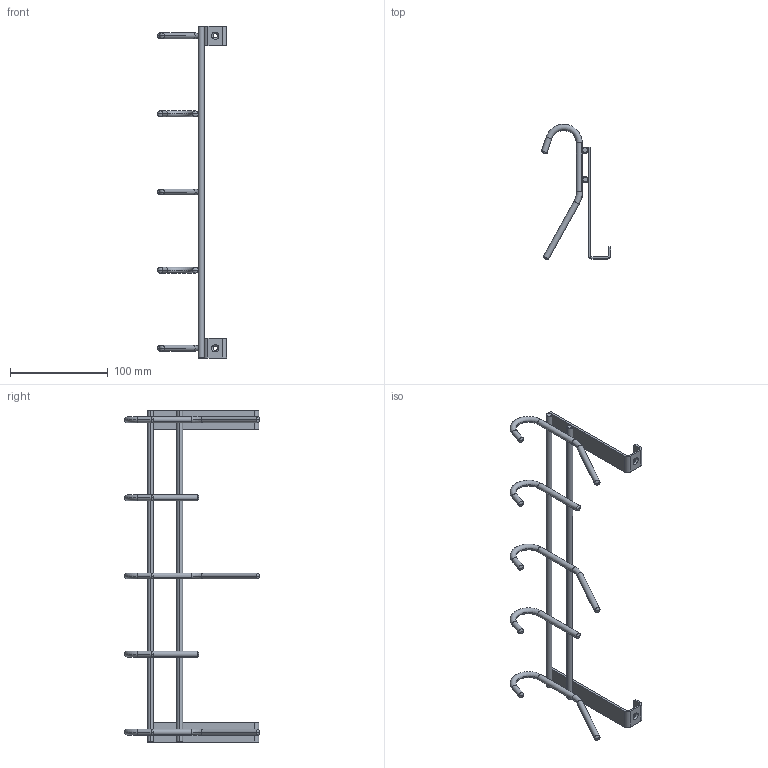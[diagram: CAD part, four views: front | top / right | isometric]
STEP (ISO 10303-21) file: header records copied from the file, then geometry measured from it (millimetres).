
FILE_DESCRIPTION(('Creo Elements/Direct Modeling STEP Export'),'2;1');
FILE_NAME('2257-340.stp','2024-09-12T10:10:09',(''),(''),'Creo Elements/Direct Modeling STEP processor for AP214 (Solid Model)','Creo Elements/Direct Modeling 20.0 12-Nov-2016 (C) Parametric Technology GmbH','');
FILE_SCHEMA(('AUTOMOTIVE_DESIGN { 1 0 10303 214 1 1 1 1 }'));
Length unit declared in the file: millimetre
Products named in the file (10): Huthaken.5.1; T2; Montageplatte; Huthaken.5.1.4; Huthaken.5.1.3; Huthaken.5.1.5; Huthaken.5.1.2; T1; Montageplatte.1; NI-9633
Assembly tree (9 placements, depth 2):
  NI-9633
    Montageplatte.1
    T1
    Huthaken.5.1.2
    Huthaken.5.1.5
    Huthaken.5.1.3
    Huthaken.5.1.4
    Montageplatte
    T2
    Huthaken.5.1
Bounding box: 70.72 x 138.07 x 340 mm (x, y, z)
Volume: 53016.2 mm3; surface area: 40791.7 mm2
Topology: 9 solids, 9 shells, 122 faces, 305 edges, 181 vertices
Faces by surface type: cylinder 50, plane 24, sphere 20, torus 16, cone 12
Entity records: 3456 total; most frequent: DIRECTION 570, ORIENTED_EDGE 570, CARTESIAN_POINT 521, EDGE_CURVE 285, AXIS2_PLACEMENT_3D 230, VERTEX_POINT 181, EDGE_LOOP 126, FACE_OUTER_BOUND 122
